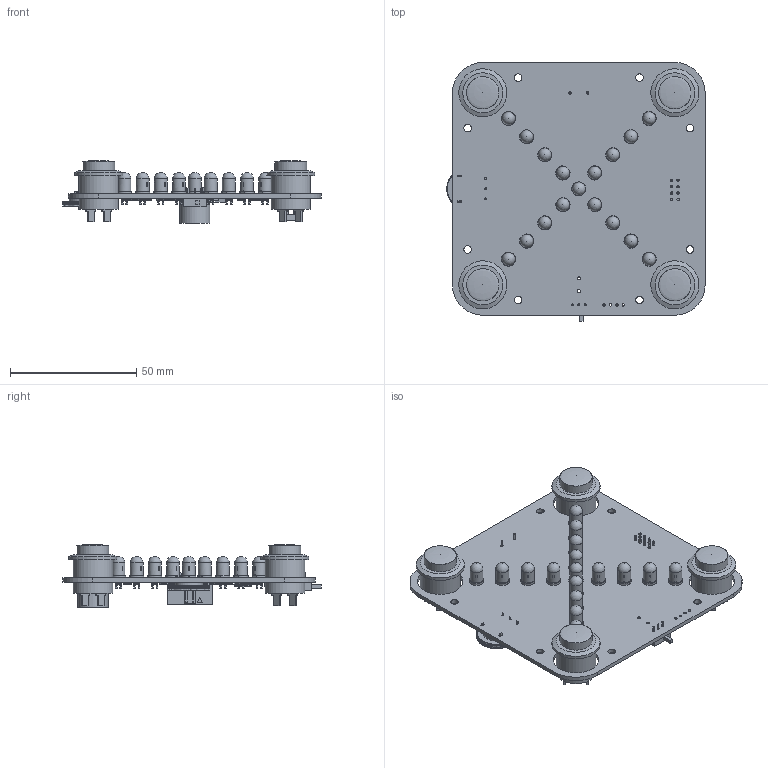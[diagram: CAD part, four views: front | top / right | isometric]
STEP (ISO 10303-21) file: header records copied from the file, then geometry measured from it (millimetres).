
FILE_DESCRIPTION(('Open CASCADE Model'),'2;1');
FILE_NAME('Open CASCADE Shape Model','2021-03-18T17:04:56',('Author'),( 'Open CASCADE'),'Open CASCADE STEP processor 6.8','Open CASCADE 6.8' ,'Unknown');
FILE_SCHEMA(('AUTOMOTIVE_DESIGN { 1 0 10303 214 1 1 1 1 }'));
Length unit declared in the file: millimetre
Products named in the file (200): PCB; Board; Open CASCADE STEP translator 6.8 1.1.1; C4; 5708038608; Terminal; Open_CASCADE_STEP_translator_6.8_2.1.1; Open_CASCADE_STEP_translator_6.8_2.1.2; Mid_Body; Open_CASCADE_STEP_translator_6.8_2.2.1; R24; 6090038288; Open_CASCADE_STEP_translator_6.8_5.2.1; Mark; Q5; 6090031728; Body; Open_CASCADE_STEP_translator_6.8_6.1.1; Leader; C9; 6090038448; C8; C7; C6; R23; 6090038128; R22; 6090038048; R2; 6090032448; R1; R14; R21; 5708045568; R20; 6090040928; C5; 6090037808; VOLUME; B103_volume_potentiometer ...
Assembly tree (300 placements, depth 5):
  PCB
    Board
      Open CASCADE STEP translator 6.8 1.1.1
    C4
      5708038608
        Terminal
          Open_CASCADE_STEP_translator_6.8_2.1.1
          Open_CASCADE_STEP_translator_6.8_2.1.2
        Mid_Body
          Open_CASCADE_STEP_translator_6.8_2.2.1
    R24
      6090038288
        Mid_Body
        Terminal  x2
          Open_CASCADE_STEP_translator_6.8_5.2.1
        Mark
    Q5
      6090031728
        Body
          Open_CASCADE_STEP_translator_6.8_6.1.1
        Leader  x3
    C9
      6090038448
        Terminal
          Open_CASCADE_STEP_translator_6.8_2.1.1
          Open_CASCADE_STEP_translator_6.8_2.1.2
        Mid_Body
          Open_CASCADE_STEP_translator_6.8_2.2.1
    C8
      6090038448
        Terminal
          Open_CASCADE_STEP_translator_6.8_2.1.1
          Open_CASCADE_STEP_translator_6.8_2.1.2
        Mid_Body
          Open_CASCADE_STEP_translator_6.8_2.2.1
    C7
      6090038448
        Terminal
          Open_CASCADE_STEP_translator_6.8_2.1.1
          Open_CASCADE_STEP_translator_6.8_2.1.2
        Mid_Body
          Open_CASCADE_STEP_translator_6.8_2.2.1
    C6
      6090038448
        Terminal
          Open_CASCADE_STEP_translator_6.8_2.1.1
          Open_CASCADE_STEP_translator_6.8_2.1.2
        Mid_Body
          Open_CASCADE_STEP_translator_6.8_2.2.1
    R23
      6090038128
        Mid_Body
        Terminal  x2
          Open_CASCADE_STEP_translator_6.8_5.2.1
        Mark
    R22
      6090038048
        Mid_Body
        Terminal  x2
          Open_CASCADE_STEP_translator_6.8_5.2.1
Bounding box: 102.22 x 102.48 x 24.77 mm (x, y, z)
Volume: 33947.3 mm3; surface area: 33022.3 mm2
Topology: 256 solids, 261 shells, 4333 faces, 9960 edges, 5932 vertices
Faces by surface type: plane 2890, cylinder 1075, sphere 203, bspline 138, torus 23, cone 4
Full cylindrical faces by diameter (mm): 0.6 x2, 0.75 x34, 0.8 x6, 0.875 x1, 0.95 x12, 1 x8, 1.25 x2, 1.8 x3, 2.9 x2, 3 x9, 5.1 x17, 11 x1, 12 x1, 12.75 x4, 15.75 x4, 18 x4, 19 x4
Entity records: 66960 total; most frequent: CARTESIAN_POINT 14009, DIRECTION 9634, ORIENTED_EDGE 8945, EDGE_CURVE 4471, AXIS2_PLACEMENT_3D 3368, LINE 2898, VECTOR 2898, VERTEX_POINT 2780
